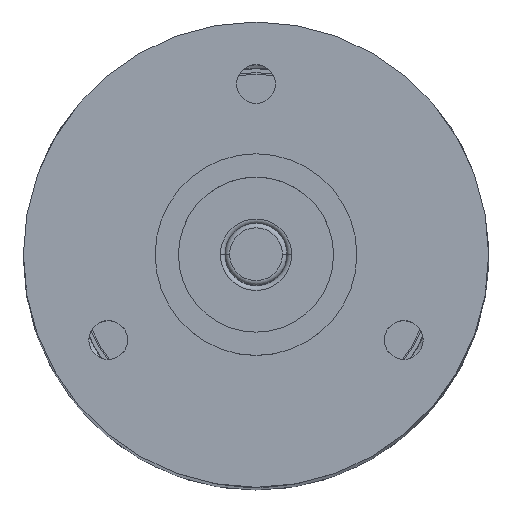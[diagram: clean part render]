
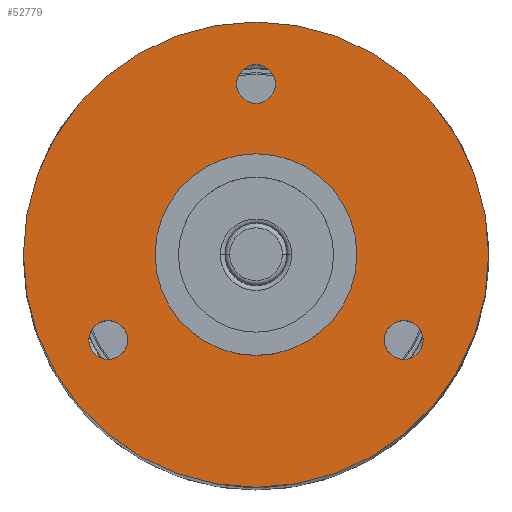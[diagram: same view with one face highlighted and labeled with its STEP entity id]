
A CAD part, top view. The second image highlights one B-rep face of the part: STEP entity #52779.
In plain terms, the highlighted planar face has unit normal (0, 0, 1).
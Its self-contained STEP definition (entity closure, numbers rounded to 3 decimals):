
#591 = EDGE_CURVE ( 'NONE', #58537, #42641, #68786, .T. ) ;
#1218 = DIRECTION ( 'NONE',  ( 1., 0., 0. ) ) ;
#2385 = EDGE_CURVE ( 'NONE', #54265, #75473, #63290, .T. ) ;
#4065 = CARTESIAN_POINT ( 'NONE',  ( -6.5, 0., -2. ) ) ;
#8026 = DIRECTION ( 'NONE',  ( 0., 0., 1. ) ) ;
#8266 = FACE_BOUND ( 'NONE', #16123, .T. ) ;
#12601 = AXIS2_PLACEMENT_3D ( 'NONE', #83979, #50654, #16563 ) ;
#12995 = EDGE_CURVE ( 'NONE', #55154, #42107, #53983, .T. ) ;
#13846 = DIRECTION ( 'NONE',  ( 0., 0., -1. ) ) ;
#14413 = VERTEX_POINT ( 'NONE', #85416 ) ;
#14700 = CARTESIAN_POINT ( 'NONE',  ( 0., 0., -2. ) ) ;
#14762 = CARTESIAN_POINT ( 'NONE',  ( 9.526, -5.5, -2. ) ) ;
#16123 = EDGE_LOOP ( 'NONE', ( #58050, #41837 ) ) ;
#16563 = DIRECTION ( 'NONE',  ( 1., 0., 0. ) ) ;
#18484 = ORIENTED_EDGE ( 'NONE', *, *, #48159, .F. ) ;
#19248 = CARTESIAN_POINT ( 'NONE',  ( 6.5, 0., -2. ) ) ;
#19774 = FACE_BOUND ( 'NONE', #70108, .T. ) ;
#21127 = CARTESIAN_POINT ( 'NONE',  ( 0., 6.5, -2. ) ) ;
#21168 = DIRECTION ( 'NONE',  ( 1., 0., 0. ) ) ;
#21326 = EDGE_CURVE ( 'NONE', #14413, #41145, #34239, .T. ) ;
#21383 = CARTESIAN_POINT ( 'NONE',  ( 0., 11., -2. ) ) ;
#23131 = AXIS2_PLACEMENT_3D ( 'NONE', #25696, #32931, #26562 ) ;
#25514 = AXIS2_PLACEMENT_3D ( 'NONE', #14762, #8026, #82454 ) ;
#25696 = CARTESIAN_POINT ( 'NONE',  ( 0., 0., -2. ) ) ;
#26562 = DIRECTION ( 'NONE',  ( 1., 0., 0. ) ) ;
#27158 = EDGE_CURVE ( 'NONE', #35826, #37117, #75324, .T. ) ;
#27466 = CIRCLE ( 'NONE', #12601, 1.25 ) ;
#27555 = DIRECTION ( 'NONE',  ( 0., 0., 1. ) ) ;
#27752 = DIRECTION ( 'NONE',  ( 0., 0., 1. ) ) ;
#28059 = PLANE ( 'NONE',  #77405 ) ;
#28782 = DIRECTION ( 'NONE',  ( 0., 0., 1. ) ) ;
#29004 = CIRCLE ( 'NONE', #69900, 15. ) ;
#29077 = FACE_OUTER_BOUND ( 'NONE', #62852, .T. ) ;
#29745 = AXIS2_PLACEMENT_3D ( 'NONE', #21383, #27752, #1218 ) ;
#30200 = EDGE_LOOP ( 'NONE', ( #37754, #83969 ) ) ;
#31784 = DIRECTION ( 'NONE',  ( 0., 0., 1. ) ) ;
#32201 = ORIENTED_EDGE ( 'NONE', *, *, #21326, .T. ) ;
#32931 = DIRECTION ( 'NONE',  ( 0., 0., 1. ) ) ;
#33763 = CARTESIAN_POINT ( 'NONE',  ( -10.776, -5.5, -2. ) ) ;
#34239 = CIRCLE ( 'NONE', #23131, 15. ) ;
#34944 = DIRECTION ( 'NONE',  ( 1., 0., 0. ) ) ;
#35826 = VERTEX_POINT ( 'NONE', #48280 ) ;
#37117 = VERTEX_POINT ( 'NONE', #47656 ) ;
#37133 = AXIS2_PLACEMENT_3D ( 'NONE', #78153, #51568, #71746 ) ;
#37754 = ORIENTED_EDGE ( 'NONE', *, *, #53129, .F. ) ;
#38863 = CARTESIAN_POINT ( 'NONE',  ( -9.526, -5.5, -2. ) ) ;
#39472 = AXIS2_PLACEMENT_3D ( 'NONE', #14700, #68111, #80958 ) ;
#39737 = DIRECTION ( 'NONE',  ( 1., 0., 0. ) ) ;
#41145 = VERTEX_POINT ( 'NONE', #50329 ) ;
#41837 = ORIENTED_EDGE ( 'NONE', *, *, #2385, .F. ) ;
#42107 = VERTEX_POINT ( 'NONE', #64327 ) ;
#42641 = VERTEX_POINT ( 'NONE', #4065 ) ;
#43612 = CIRCLE ( 'NONE', #25514, 1.25 ) ;
#43796 = FACE_BOUND ( 'NONE', #30200, .T. ) ;
#45887 = AXIS2_PLACEMENT_3D ( 'NONE', #81866, #27555, #21168 ) ;
#47247 = EDGE_LOOP ( 'NONE', ( #51166, #48922 ) ) ;
#47656 = CARTESIAN_POINT ( 'NONE',  ( 1.25, 11., -2. ) ) ;
#48159 = EDGE_CURVE ( 'NONE', #42641, #58537, #67192, .T. ) ;
#48280 = CARTESIAN_POINT ( 'NONE',  ( -1.25, 11., -2. ) ) ;
#48922 = ORIENTED_EDGE ( 'NONE', *, *, #27158, .F. ) ;
#49345 = ORIENTED_EDGE ( 'NONE', *, *, #74747, .T. ) ;
#50329 = CARTESIAN_POINT ( 'NONE',  ( -15., 0., -2. ) ) ;
#50654 = DIRECTION ( 'NONE',  ( 0., 0., 1. ) ) ;
#51166 = ORIENTED_EDGE ( 'NONE', *, *, #59931, .F. ) ;
#51568 = DIRECTION ( 'NONE',  ( 0., 0., 1. ) ) ;
#52779 = ADVANCED_FACE ( 'NONE', ( #61567, #8266, #43796, #19774, #29077 ), #28059, .F. ) ;
#53129 = EDGE_CURVE ( 'NONE', #42107, #55154, #66886, .T. ) ;
#53983 = CIRCLE ( 'NONE', #45887, 1.25 ) ;
#54265 = VERTEX_POINT ( 'NONE', #64074 ) ;
#54666 = DIRECTION ( 'NONE',  ( -1., 0., 0. ) ) ;
#55154 = VERTEX_POINT ( 'NONE', #33763 ) ;
#58050 = ORIENTED_EDGE ( 'NONE', *, *, #67515, .F. ) ;
#58537 = VERTEX_POINT ( 'NONE', #19248 ) ;
#59931 = EDGE_CURVE ( 'NONE', #37117, #35826, #27466, .T. ) ;
#61567 = FACE_BOUND ( 'NONE', #47247, .T. ) ;
#62852 = EDGE_LOOP ( 'NONE', ( #32201, #49345 ) ) ;
#63290 = CIRCLE ( 'NONE', #69771, 1.25 ) ;
#64074 = CARTESIAN_POINT ( 'NONE',  ( 8.276, -5.5, -2. ) ) ;
#64327 = CARTESIAN_POINT ( 'NONE',  ( -8.276, -5.5, -2. ) ) ;
#66886 = CIRCLE ( 'NONE', #73567, 1.25 ) ;
#67192 = CIRCLE ( 'NONE', #39472, 6.5 ) ;
#67515 = EDGE_CURVE ( 'NONE', #75473, #54265, #43612, .T. ) ;
#68111 = DIRECTION ( 'NONE',  ( 0., 0., 1. ) ) ;
#68786 = CIRCLE ( 'NONE', #37133, 6.5 ) ;
#69112 = ORIENTED_EDGE ( 'NONE', *, *, #591, .F. ) ;
#69771 = AXIS2_PLACEMENT_3D ( 'NONE', #75852, #28782, #34944 ) ;
#69900 = AXIS2_PLACEMENT_3D ( 'NONE', #72118, #79124, #39737 ) ;
#70108 = EDGE_LOOP ( 'NONE', ( #69112, #18484 ) ) ;
#71746 = DIRECTION ( 'NONE',  ( 1., 0., 0. ) ) ;
#72118 = CARTESIAN_POINT ( 'NONE',  ( 0., 0., -2. ) ) ;
#73567 = AXIS2_PLACEMENT_3D ( 'NONE', #38863, #31784, #78547 ) ;
#74747 = EDGE_CURVE ( 'NONE', #41145, #14413, #29004, .T. ) ;
#75324 = CIRCLE ( 'NONE', #29745, 1.25 ) ;
#75473 = VERTEX_POINT ( 'NONE', #81329 ) ;
#75852 = CARTESIAN_POINT ( 'NONE',  ( 9.526, -5.5, -2. ) ) ;
#77405 = AXIS2_PLACEMENT_3D ( 'NONE', #21127, #13846, #54666 ) ;
#78153 = CARTESIAN_POINT ( 'NONE',  ( 0., 0., -2. ) ) ;
#78547 = DIRECTION ( 'NONE',  ( 1., 0., 0. ) ) ;
#79124 = DIRECTION ( 'NONE',  ( 0., 0., 1. ) ) ;
#80958 = DIRECTION ( 'NONE',  ( 1., 0., 0. ) ) ;
#81329 = CARTESIAN_POINT ( 'NONE',  ( 10.776, -5.5, -2. ) ) ;
#81866 = CARTESIAN_POINT ( 'NONE',  ( -9.526, -5.5, -2. ) ) ;
#82454 = DIRECTION ( 'NONE',  ( 1., 0., 0. ) ) ;
#83969 = ORIENTED_EDGE ( 'NONE', *, *, #12995, .F. ) ;
#83979 = CARTESIAN_POINT ( 'NONE',  ( 0., 11., -2. ) ) ;
#85416 = CARTESIAN_POINT ( 'NONE',  ( 15., 0., -2. ) ) ;
